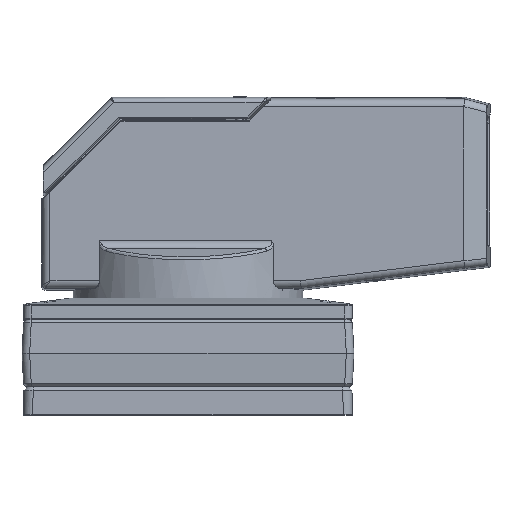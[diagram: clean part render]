
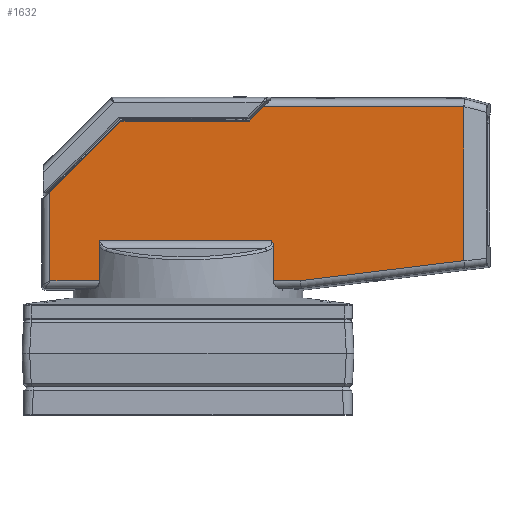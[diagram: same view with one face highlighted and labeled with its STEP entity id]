
A CAD part, top view. The second image highlights one B-rep face of the part: STEP entity #1632.
In plain terms, the highlighted face is planar.
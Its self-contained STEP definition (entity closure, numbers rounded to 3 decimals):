
#359 = EDGE_CURVE ( 'NONE', #30506, #28319, #3574, .T. ) ;
#895 = EDGE_CURVE ( 'NONE', #22229, #35674, #3627, .T. ) ;
#1070 = EDGE_CURVE ( 'NONE', #45756, #14776, #26039, .T. ) ;
#1170 = CARTESIAN_POINT ( 'NONE',  ( -40.925, -15.527, -49. ) ) ;
#1632 = ADVANCED_FACE ( 'NONE', ( #28758 ), #18540, .F. ) ;
#2260 = CARTESIAN_POINT ( 'NONE',  ( -56.78, -119.846, -49. ) ) ;
#2288 = CARTESIAN_POINT ( 'NONE',  ( -74.625, -119.846, -49. ) ) ;
#2443 = CARTESIAN_POINT ( 'NONE',  ( -74.922, -119.846, -49. ) ) ;
#3484 = ORIENTED_EDGE ( 'NONE', *, *, #11300, .T. ) ;
#3574 = LINE ( 'NONE', #5900, #23383 ) ;
#3627 = LINE ( 'NONE', #29638, #34529 ) ;
#4006 = ORIENTED_EDGE ( 'NONE', *, *, #359, .T. ) ;
#4536 = CARTESIAN_POINT ( 'NONE',  ( 89.346, -124.717, -49. ) ) ;
#5144 = ORIENTED_EDGE ( 'NONE', *, *, #43626, .T. ) ;
#5779 = CARTESIAN_POINT ( 'NONE',  ( -56.78, -96.901, -49. ) ) ;
#5900 = CARTESIAN_POINT ( 'NONE',  ( -180.739, -106.853, -49. ) ) ;
#6795 = LINE ( 'NONE', #30206, #25369 ) ;
#8243 = CARTESIAN_POINT ( 'NONE',  ( -55.031, -6.154, -49. ) ) ;
#8339 = CARTESIAN_POINT ( 'NONE',  ( -56.379, -94.807, -49. ) ) ;
#8858 = LINE ( 'NONE', #41693, #10018 ) ;
#9008 = CARTESIAN_POINT ( 'NONE',  ( -41.279, -15.38, -49. ) ) ;
#9090 = LINE ( 'NONE', #8243, #46335 ) ;
#9231 = ORIENTED_EDGE ( 'NONE', *, *, #32771, .T. ) ;
#9605 = LINE ( 'NONE', #4536, #39266 ) ;
#10018 = VECTOR ( 'NONE', #25698, 1000. ) ;
#10497 = VERTEX_POINT ( 'NONE', #42091 ) ;
#11238 = EDGE_CURVE ( 'NONE', #20545, #23298, #9090, .T. ) ;
#11300 = EDGE_CURVE ( 'NONE', #25546, #30506, #21295, .T. ) ;
#11898 = CARTESIAN_POINT ( 'NONE',  ( -40.925, -15.527, -49. ) ) ;
#12307 = CARTESIAN_POINT ( 'NONE',  ( -41.184, -15.475, -49. ) ) ;
#13202 = CARTESIAN_POINT ( 'NONE',  ( -56.78, 132.761, -49. ) ) ;
#13205 = ORIENTED_EDGE ( 'NONE', *, *, #11238, .T. ) ;
#13822 = CARTESIAN_POINT ( 'NONE',  ( -56.78, -96.36, -49. ) ) ;
#14776 = VERTEX_POINT ( 'NONE', #9008 ) ;
#16688 = CARTESIAN_POINT ( 'NONE',  ( 89.346, -119.846, -49. ) ) ;
#18540 = PLANE ( 'NONE',  #31335 ) ;
#18760 = VECTOR ( 'NONE', #39748, 1000. ) ;
#19131 = CARTESIAN_POINT ( 'NONE',  ( 89.174, -61.833, -49. ) ) ;
#19167 = EDGE_CURVE ( 'NONE', #39653, #27620, #43936, .T. ) ;
#19388 = DIRECTION ( 'NONE',  ( 0., 1., 0. ) ) ;
#19553 = DIRECTION ( 'NONE',  ( 1., 0., 0. ) ) ;
#19560 = EDGE_CURVE ( 'NONE', #45756, #41488, #39921, .T. ) ;
#19948 = LINE ( 'NONE', #24920, #18760 ) ;
#20545 = VERTEX_POINT ( 'NONE', #39434 ) ;
#21089 = CARTESIAN_POINT ( 'NONE',  ( 42.868, -15.527, -49. ) ) ;
#21295 = LINE ( 'NONE', #2443, #39902 ) ;
#21379 = CARTESIAN_POINT ( 'NONE',  ( 56.895, -119.846, -49. ) ) ;
#21475 = VECTOR ( 'NONE', #19388, 1000. ) ;
#21549 = VECTOR ( 'NONE', #19553, 1000. ) ;
#21990 = ORIENTED_EDGE ( 'NONE', *, *, #1070, .F. ) ;
#22229 = VERTEX_POINT ( 'NONE', #16688 ) ;
#22245 = ORIENTED_EDGE ( 'NONE', *, *, #28628, .F. ) ;
#22856 = DIRECTION ( 'NONE',  ( 0.707, -0.707, 0. ) ) ;
#23298 = VERTEX_POINT ( 'NONE', #32436 ) ;
#23351 = CARTESIAN_POINT ( 'NONE',  ( -55.857, -93.863, -49. ) ) ;
#23383 = VECTOR ( 'NONE', #38903, 1000. ) ;
#23460 = CARTESIAN_POINT ( 'NONE',  ( -41.279, -15.38, -49. ) ) ;
#23642 = DIRECTION ( 'NONE',  ( 1., 0., 0. ) ) ;
#24920 = CARTESIAN_POINT ( 'NONE',  ( 56.895, -4.287, -49. ) ) ;
#25369 = VECTOR ( 'NONE', #27270, 1000. ) ;
#25546 = VERTEX_POINT ( 'NONE', #2260 ) ;
#25698 = DIRECTION ( 'NONE',  ( 0.707, -0.707, 0. ) ) ;
#25862 = CARTESIAN_POINT ( 'NONE',  ( -56.78, -96.901, -49. ) ) ;
#26039 =( BOUNDED_CURVE ( )  B_SPLINE_CURVE ( 3, ( #1170, #42927, #12307, #23460 ),
 .UNSPECIFIED., .F., .F. ) 
 B_SPLINE_CURVE_WITH_KNOTS ( ( 4, 4 ),
 ( 5.891, 6.676 ),
 .UNSPECIFIED. ) 
 CURVE ( )  GEOMETRIC_REPRESENTATION_ITEM ( )  RATIONAL_B_SPLINE_CURVE ( ( 1., 0.949, 0.949, 1. ) ) 
 REPRESENTATION_ITEM ( '' )  );
#26068 = CARTESIAN_POINT ( 'NONE',  ( -56.143, -94.317, -49. ) ) ;
#26117 = ORIENTED_EDGE ( 'NONE', *, *, #19167, .T. ) ;
#26987 = CARTESIAN_POINT ( 'NONE',  ( 42.969, -15.527, -49. ) ) ;
#27254 = CARTESIAN_POINT ( 'NONE',  ( -56.697, -95.834, -49. ) ) ;
#27270 = DIRECTION ( 'NONE',  ( -1., 0., 0. ) ) ;
#27620 = VERTEX_POINT ( 'NONE', #25862 ) ;
#27805 = CARTESIAN_POINT ( 'NONE',  ( -181.331, -4.287, -49. ) ) ;
#28049 = ORIENTED_EDGE ( 'NONE', *, *, #34358, .T. ) ;
#28162 = CARTESIAN_POINT ( 'NONE',  ( -197.5, -4.287, -49. ) ) ;
#28319 = VERTEX_POINT ( 'NONE', #39140 ) ;
#28426 = EDGE_CURVE ( 'NONE', #23298, #14776, #8858, .T. ) ;
#28628 = EDGE_CURVE ( 'NONE', #25546, #27620, #32555, .T. ) ;
#28758 = FACE_OUTER_BOUND ( 'NONE', #32712, .T. ) ;
#29638 = CARTESIAN_POINT ( 'NONE',  ( 56.78, -119.846, -49. ) ) ;
#30137 = DIRECTION ( 'NONE',  ( 0., 0., 1. ) ) ;
#30206 = CARTESIAN_POINT ( 'NONE',  ( -56.78, -93.863, -49. ) ) ;
#30506 = VERTEX_POINT ( 'NONE', #2288 ) ;
#31335 = AXIS2_PLACEMENT_3D ( 'NONE', #28162, #30137, #48171 ) ;
#31581 = EDGE_CURVE ( 'NONE', #10497, #39653, #6795, .T. ) ;
#32042 = LINE ( 'NONE', #27805, #41959 ) ;
#32436 = CARTESIAN_POINT ( 'NONE',  ( -50.505, -6.154, -49. ) ) ;
#32555 = LINE ( 'NONE', #13202, #21475 ) ;
#32712 = EDGE_LOOP ( 'NONE', ( #42684, #28049, #45979, #26117, #22245, #3484, #4006, #35257, #13205, #37080, #21990, #42900, #5144, #9231 ) ) ;
#32771 = EDGE_CURVE ( 'NONE', #46784, #22229, #9605, .T. ) ;
#33496 = DIRECTION ( 'NONE',  ( -1., 0., 0. ) ) ;
#34358 = EDGE_CURVE ( 'NONE', #35674, #10497, #19948, .T. ) ;
#34529 = VECTOR ( 'NONE', #33496, 1000. ) ;
#35257 = ORIENTED_EDGE ( 'NONE', *, *, #36074, .F. ) ;
#35674 = VERTEX_POINT ( 'NONE', #21379 ) ;
#36074 = EDGE_CURVE ( 'NONE', #20545, #28319, #32042, .T. ) ;
#36206 = CARTESIAN_POINT ( 'NONE',  ( -55.857, -93.863, -49. ) ) ;
#36911 = DIRECTION ( 'NONE',  ( 0., -1., 0. ) ) ;
#37080 = ORIENTED_EDGE ( 'NONE', *, *, #28426, .T. ) ;
#38039 = CARTESIAN_POINT ( 'NONE',  ( 89.346, -62.005, -49. ) ) ;
#38903 = DIRECTION ( 'NONE',  ( -0.993, 0.122, 0. ) ) ;
#39140 = CARTESIAN_POINT ( 'NONE',  ( -181.331, -106.78, -49. ) ) ;
#39266 = VECTOR ( 'NONE', #36911, 1000. ) ;
#39434 = CARTESIAN_POINT ( 'NONE',  ( -181.331, -6.154, -49. ) ) ;
#39653 = VERTEX_POINT ( 'NONE', #36206 ) ;
#39748 = DIRECTION ( 'NONE',  ( 0., 1., 0. ) ) ;
#39902 = VECTOR ( 'NONE', #45180, 1000. ) ;
#39921 = LINE ( 'NONE', #26987, #21549 ) ;
#41488 = VERTEX_POINT ( 'NONE', #21089 ) ;
#41693 = CARTESIAN_POINT ( 'NONE',  ( -41.204, -15.455, -49. ) ) ;
#41959 = VECTOR ( 'NONE', #42634, 1000. ) ;
#42091 = CARTESIAN_POINT ( 'NONE',  ( 56.895, -93.863, -49. ) ) ;
#42634 = DIRECTION ( 'NONE',  ( 0., -1., 0. ) ) ;
#42684 = ORIENTED_EDGE ( 'NONE', *, *, #895, .T. ) ;
#42900 = ORIENTED_EDGE ( 'NONE', *, *, #19560, .T. ) ;
#42927 = CARTESIAN_POINT ( 'NONE',  ( -41.06, -15.527, -49. ) ) ;
#43626 = EDGE_CURVE ( 'NONE', #41488, #46784, #47510, .T. ) ;
#43936 = B_SPLINE_CURVE_WITH_KNOTS ( 'NONE', 3,
 ( #23351, #26068, #8339, #27254, #13822, #5779 ),
 .UNSPECIFIED., .F., .F.,
 ( 4, 2, 4 ),
 ( 0., 0.002, 0.003 ),
 .UNSPECIFIED. ) ;
#45180 = DIRECTION ( 'NONE',  ( -1., 0., 0. ) ) ;
#45756 = VERTEX_POINT ( 'NONE', #11898 ) ;
#45979 = ORIENTED_EDGE ( 'NONE', *, *, #31581, .T. ) ;
#46314 = VECTOR ( 'NONE', #22856, 1000. ) ;
#46335 = VECTOR ( 'NONE', #23642, 1000. ) ;
#46784 = VERTEX_POINT ( 'NONE', #38039 ) ;
#47510 = LINE ( 'NONE', #19131, #46314 ) ;
#48171 = DIRECTION ( 'NONE',  ( 1., 0., 0. ) ) ;
